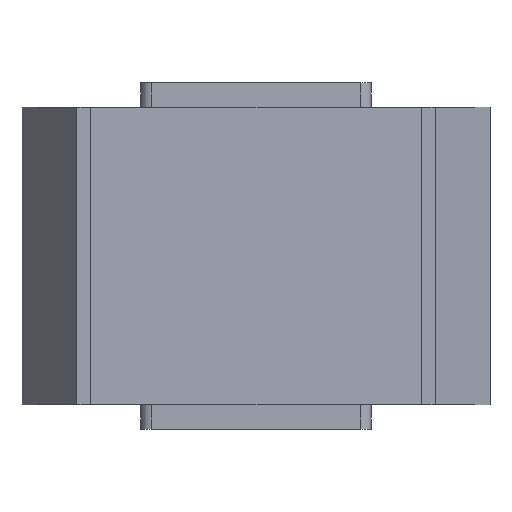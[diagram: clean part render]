
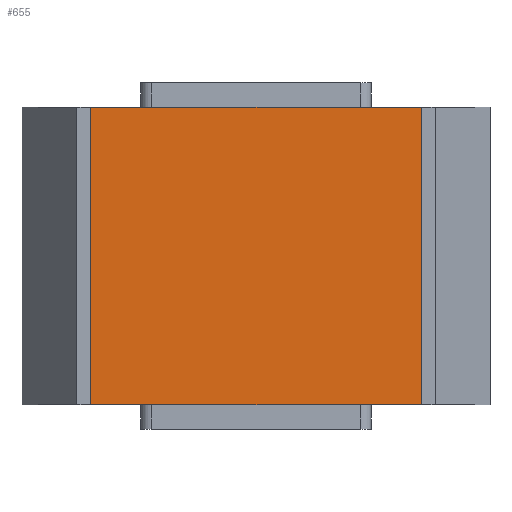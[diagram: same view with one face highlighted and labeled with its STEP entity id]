
A CAD part, front view. The second image highlights one B-rep face of the part: STEP entity #655.
In plain terms, the highlighted planar face has unit normal (0, -1, 0).
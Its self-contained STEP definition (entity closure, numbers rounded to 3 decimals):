
#29=FACE_OUTER_BOUND('',#65,.T.);
#65=EDGE_LOOP('',(#432,#433,#434,#435));
#100=LINE('',#907,#181);
#121=LINE('',#953,#202);
#122=LINE('',#955,#203);
#123=LINE('',#956,#204);
#181=VECTOR('',#738,1000.);
#202=VECTOR('',#765,1000.);
#203=VECTOR('',#766,1000.);
#204=VECTOR('',#767,1000.);
#262=VERTEX_POINT('',#905);
#263=VERTEX_POINT('',#906);
#285=VERTEX_POINT('',#952);
#286=VERTEX_POINT('',#954);
#320=EDGE_CURVE('',#262,#263,#100,.T.);
#343=EDGE_CURVE('',#262,#285,#121,.T.);
#344=EDGE_CURVE('',#263,#286,#122,.T.);
#345=EDGE_CURVE('',#286,#285,#123,.T.);
#432=ORIENTED_EDGE('',*,*,#343,.F.);
#433=ORIENTED_EDGE('',*,*,#320,.T.);
#434=ORIENTED_EDGE('',*,*,#344,.T.);
#435=ORIENTED_EDGE('',*,*,#345,.T.);
#588=PLANE('',#694);
#655=ADVANCED_FACE('',(#29),#588,.F.);
#694=AXIS2_PLACEMENT_3D('',#951,#763,#764);
#738=DIRECTION('',(-1.,0.,0.));
#763=DIRECTION('center_axis',(0.,1.,0.));
#764=DIRECTION('ref_axis',(-1.,0.,0.));
#765=DIRECTION('',(0.,0.,-1.));
#766=DIRECTION('',(0.,0.,-1.));
#767=DIRECTION('',(1.,0.,0.));
#905=CARTESIAN_POINT('',(56.992,67.49,41.275));
#906=CARTESIAN_POINT('',(12.55,67.49,41.275));
#907=CARTESIAN_POINT('',(35.008,67.49,41.275));
#951=CARTESIAN_POINT('Origin',(35.008,67.49,500000.));
#952=CARTESIAN_POINT('',(56.992,67.49,3.175));
#953=CARTESIAN_POINT('',(56.992,67.49,500000.));
#954=CARTESIAN_POINT('',(12.55,67.49,3.175));
#955=CARTESIAN_POINT('',(12.55,67.49,500000.));
#956=CARTESIAN_POINT('',(35.008,67.49,3.175));
